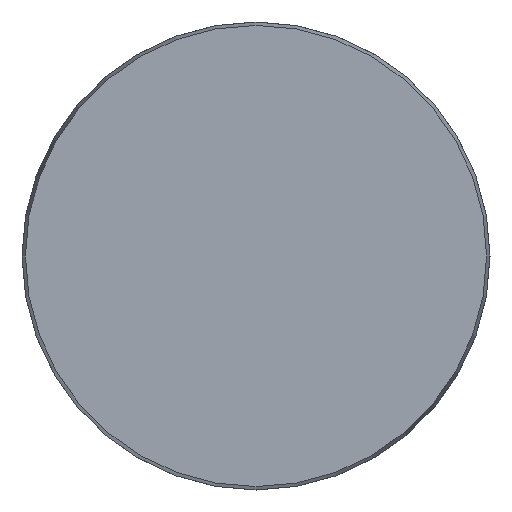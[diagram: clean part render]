
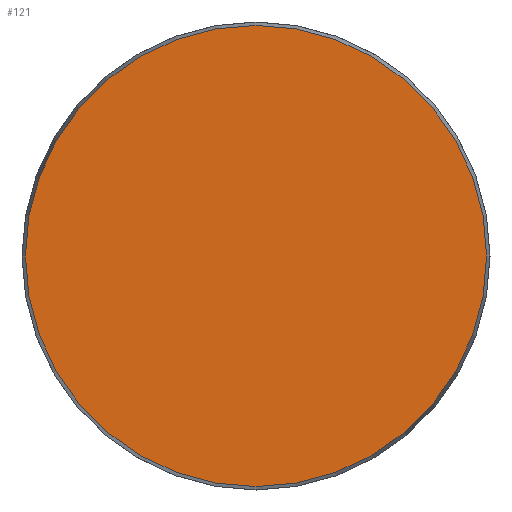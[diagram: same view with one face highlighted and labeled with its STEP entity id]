
A CAD part, front view. The second image highlights one B-rep face of the part: STEP entity #121.
In plain terms, the highlighted planar face has unit normal (0, -1, 0).
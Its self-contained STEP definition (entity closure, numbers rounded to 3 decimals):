
#54 = AXIS2_PLACEMENT_3D ( 'NONE', #226, #486, #364 ) ;
#90 = FACE_OUTER_BOUND ( 'NONE', #159, .T. ) ;
#101 = CARTESIAN_POINT ( 'NONE',  ( -38.425, 0., 0. ) ) ;
#121 = ADVANCED_FACE ( 'NONE', ( #90 ), #224, .F. ) ;
#128 = AXIS2_PLACEMENT_3D ( 'NONE', #101, #172, #355 ) ;
#159 = EDGE_LOOP ( 'NONE', ( #267 ) ) ;
#172 = DIRECTION ( 'NONE',  ( 0., 1., 0. ) ) ;
#224 = PLANE ( 'NONE',  #128 ) ;
#226 = CARTESIAN_POINT ( 'NONE',  ( 0., 0., 0. ) ) ;
#267 = ORIENTED_EDGE ( 'NONE', *, *, #539, .T. ) ;
#355 = DIRECTION ( 'NONE',  ( 0., 0., 1. ) ) ;
#364 = DIRECTION ( 'NONE',  ( 0., 0., -1. ) ) ;
#409 = VERTEX_POINT ( 'NONE', #490 ) ;
#440 = CIRCLE ( 'NONE', #54, 38.425 ) ;
#486 = DIRECTION ( 'NONE',  ( 0., -1., 0. ) ) ;
#490 = CARTESIAN_POINT ( 'NONE',  ( 0., 0., -38.425 ) ) ;
#539 = EDGE_CURVE ( 'NONE', #409, #409, #440, .T. ) ;
